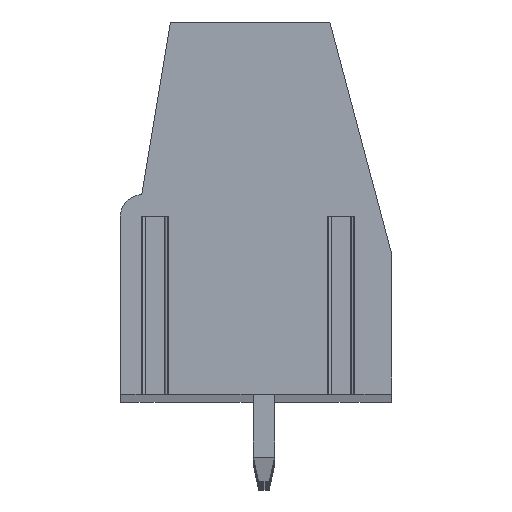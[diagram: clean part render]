
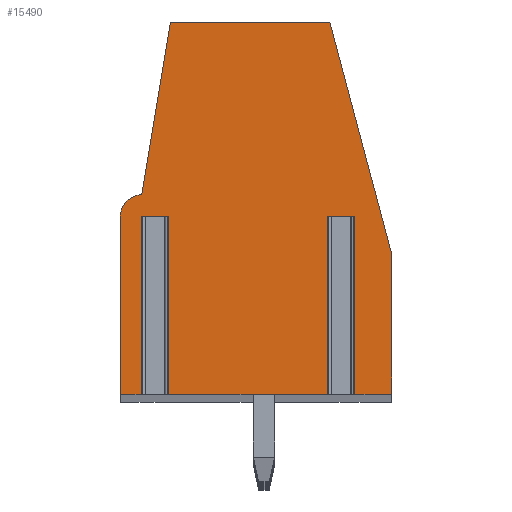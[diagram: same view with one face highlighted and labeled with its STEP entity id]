
A CAD part, top view. The second image highlights one B-rep face of the part: STEP entity #15490.
In plain terms, the highlighted planar face has unit normal (0, 0, 1).
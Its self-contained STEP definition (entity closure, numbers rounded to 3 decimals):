
#35=DIRECTION('',(1.,0.,0.));
#36=VECTOR('',#35,0.958);
#37=CARTESIAN_POINT('',(-3.979,1.095,176.25));
#38=LINE('',#37,#36);
#39=DIRECTION('',(0.,1.,0.));
#40=VECTOR('',#39,6.7);
#41=CARTESIAN_POINT('',(-3.979,-5.605,176.25));
#42=LINE('',#41,#40);
#43=DIRECTION('',(-1.,0.,0.));
#44=VECTOR('',#43,0.821);
#45=CARTESIAN_POINT('',(-3.979,-5.605,176.25));
#46=LINE('',#45,#44);
#47=DIRECTION('',(0.,1.,0.));
#48=VECTOR('',#47,6.7);
#49=CARTESIAN_POINT('',(-4.8,-5.605,176.25));
#50=LINE('',#49,#48);
#51=CARTESIAN_POINT('',(-4.,1.095,176.25));
#52=DIRECTION('',(0.,0.,-1.));
#53=DIRECTION('',(-1.,0.,0.));
#54=AXIS2_PLACEMENT_3D('',#51,#52,#53);
#56=DIRECTION('',(0.164,0.986,0.));
#57=VECTOR('',#56,6.589);
#58=CARTESIAN_POINT('',(-3.999,1.895,176.25));
#59=LINE('',#58,#57);
#60=DIRECTION('',(1.,0.,0.));
#61=VECTOR('',#60,6.);
#62=CARTESIAN_POINT('',(-2.92,8.395,176.25));
#63=LINE('',#62,#61);
#64=DIRECTION('',(0.258,-0.966,0.));
#65=VECTOR('',#64,9.004);
#66=CARTESIAN_POINT('',(3.08,8.395,176.25));
#67=LINE('',#66,#65);
#68=DIRECTION('',(0.,-1.,0.));
#69=VECTOR('',#68,5.3);
#70=CARTESIAN_POINT('',(5.4,-0.305,176.25));
#71=LINE('',#70,#69);
#72=DIRECTION('',(-1.,0.,0.));
#73=VECTOR('',#72,1.421);
#74=CARTESIAN_POINT('',(5.4,-5.605,176.25));
#75=LINE('',#74,#73);
#76=DIRECTION('',(0.,1.,0.));
#77=VECTOR('',#76,6.7);
#78=CARTESIAN_POINT('',(3.979,-5.605,176.25));
#79=LINE('',#78,#77);
#80=DIRECTION('',(1.,0.,0.));
#81=VECTOR('',#80,0.958);
#82=CARTESIAN_POINT('',(3.021,1.095,176.25));
#83=LINE('',#82,#81);
#84=DIRECTION('',(0.,1.,0.));
#85=VECTOR('',#84,6.7);
#86=CARTESIAN_POINT('',(3.021,-5.605,176.25));
#87=LINE('',#86,#85);
#88=DIRECTION('',(-1.,0.,0.));
#89=VECTOR('',#88,6.042);
#90=CARTESIAN_POINT('',(3.021,-5.605,176.25));
#91=LINE('',#90,#89);
#92=DIRECTION('',(0.,1.,0.));
#93=VECTOR('',#92,6.7);
#94=CARTESIAN_POINT('',(-3.021,-5.605,176.25));
#95=LINE('',#94,#93);
#12049=CARTESIAN_POINT('',(-3.999,1.895,176.25));
#12050=CARTESIAN_POINT('',(-2.92,8.395,176.25));
#12051=VERTEX_POINT('',#12049);
#12052=VERTEX_POINT('',#12050);
#12053=CARTESIAN_POINT('',(-4.8,1.095,176.25));
#12054=VERTEX_POINT('',#12053);
#12055=CARTESIAN_POINT('',(-4.8,-5.605,176.25));
#12056=VERTEX_POINT('',#12055);
#12057=CARTESIAN_POINT('',(5.4,-0.305,176.25));
#12058=CARTESIAN_POINT('',(5.4,-5.605,176.25));
#12059=VERTEX_POINT('',#12057);
#12060=VERTEX_POINT('',#12058);
#12061=CARTESIAN_POINT('',(3.08,8.395,176.25));
#12062=VERTEX_POINT('',#12061);
#12149=CARTESIAN_POINT('',(-3.979,1.095,176.25));
#12150=CARTESIAN_POINT('',(-3.021,1.095,176.25));
#12151=VERTEX_POINT('',#12149);
#12152=VERTEX_POINT('',#12150);
#12153=CARTESIAN_POINT('',(3.021,1.095,176.25));
#12154=CARTESIAN_POINT('',(3.979,1.095,176.25));
#12155=VERTEX_POINT('',#12153);
#12156=VERTEX_POINT('',#12154);
#12157=CARTESIAN_POINT('',(3.021,-5.605,176.25));
#12158=VERTEX_POINT('',#12157);
#12159=CARTESIAN_POINT('',(3.979,-5.605,176.25));
#12160=VERTEX_POINT('',#12159);
#12161=CARTESIAN_POINT('',(-3.979,-5.605,176.25));
#12162=VERTEX_POINT('',#12161);
#12163=CARTESIAN_POINT('',(-3.021,-5.605,176.25));
#12164=VERTEX_POINT('',#12163);
#15453=CARTESIAN_POINT('',(0.,0.,176.25));
#15454=DIRECTION('',(0.,0.,1.));
#15455=DIRECTION('',(1.,0.,0.));
#15456=AXIS2_PLACEMENT_3D('',#15453,#15454,#15455);
#15457=PLANE('',#15456);
#15459=ORIENTED_EDGE('',*,*,#15458,.F.);
#15461=ORIENTED_EDGE('',*,*,#15460,.F.);
#15463=ORIENTED_EDGE('',*,*,#15462,.T.);
#15465=ORIENTED_EDGE('',*,*,#15464,.T.);
#15467=ORIENTED_EDGE('',*,*,#15466,.T.);
#15469=ORIENTED_EDGE('',*,*,#15468,.T.);
#15471=ORIENTED_EDGE('',*,*,#15470,.T.);
#15473=ORIENTED_EDGE('',*,*,#15472,.T.);
#15475=ORIENTED_EDGE('',*,*,#15474,.T.);
#15477=ORIENTED_EDGE('',*,*,#15476,.T.);
#15479=ORIENTED_EDGE('',*,*,#15478,.T.);
#15481=ORIENTED_EDGE('',*,*,#15480,.F.);
#15483=ORIENTED_EDGE('',*,*,#15482,.F.);
#15485=ORIENTED_EDGE('',*,*,#15484,.T.);
#15487=ORIENTED_EDGE('',*,*,#15486,.T.);
#15488=EDGE_LOOP('',(#15459,#15461,#15463,#15465,#15467,#15469,#15471,#15473,
#15475,#15477,#15479,#15481,#15483,#15485,#15487));
#15489=FACE_OUTER_BOUND('',#15488,.F.);
#55=CIRCLE('',#54,0.8);
#15458=EDGE_CURVE('',#12151,#12152,#38,.T.);
#15460=EDGE_CURVE('',#12162,#12151,#42,.T.);
#15462=EDGE_CURVE('',#12162,#12056,#46,.T.);
#15464=EDGE_CURVE('',#12056,#12054,#50,.T.);
#15466=EDGE_CURVE('',#12054,#12051,#55,.T.);
#15468=EDGE_CURVE('',#12051,#12052,#59,.T.);
#15470=EDGE_CURVE('',#12052,#12062,#63,.T.);
#15472=EDGE_CURVE('',#12062,#12059,#67,.T.);
#15474=EDGE_CURVE('',#12059,#12060,#71,.T.);
#15476=EDGE_CURVE('',#12060,#12160,#75,.T.);
#15478=EDGE_CURVE('',#12160,#12156,#79,.T.);
#15480=EDGE_CURVE('',#12155,#12156,#83,.T.);
#15482=EDGE_CURVE('',#12158,#12155,#87,.T.);
#15484=EDGE_CURVE('',#12158,#12164,#91,.T.);
#15486=EDGE_CURVE('',#12164,#12152,#95,.T.);
#15490=ADVANCED_FACE('',(#15489),#15457,.T.);
